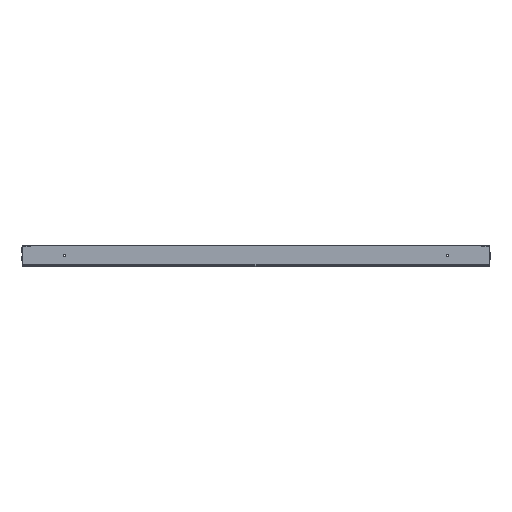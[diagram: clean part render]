
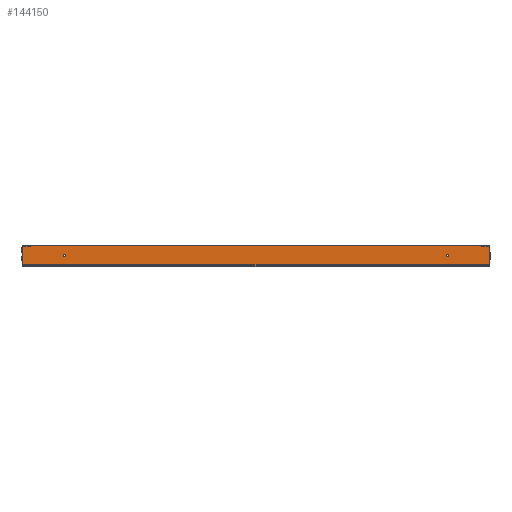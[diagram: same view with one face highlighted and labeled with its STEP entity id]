
A CAD part, front view. The second image highlights one B-rep face of the part: STEP entity #144150.
In plain terms, the highlighted planar face has unit normal (0, -1, 0).
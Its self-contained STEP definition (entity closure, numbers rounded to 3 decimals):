
#789 = AXIS2_PLACEMENT_3D ( 'NONE', #174045, #175393, #211950 ) ;
#2344 = CARTESIAN_POINT ( 'NONE',  ( 450., -900., 27. ) ) ;
#5063 = CIRCLE ( 'NONE', #789, 1. ) ;
#8106 = DIRECTION ( 'NONE',  ( 0., 1., 0. ) ) ;
#9285 = DIRECTION ( 'NONE',  ( 0., 1., 0. ) ) ;
#15008 = EDGE_CURVE ( 'NONE', #168397, #109456, #179872, .T. ) ;
#15307 = ORIENTED_EDGE ( 'NONE', *, *, #15008, .T. ) ;
#18025 = ORIENTED_EDGE ( 'NONE', *, *, #128431, .T. ) ;
#20618 = CARTESIAN_POINT ( 'NONE',  ( 547.929, -900., 47. ) ) ;
#21952 = LINE ( 'NONE', #43588, #109709 ) ;
#24642 = DIRECTION ( 'NONE',  ( 0., 0., 1. ) ) ;
#25733 = FACE_BOUND ( 'NONE', #79531, .T. ) ;
#28401 = VERTEX_POINT ( 'NONE', #2344 ) ;
#28675 = AXIS2_PLACEMENT_3D ( 'NONE', #51393, #240748, #216411 ) ;
#43588 = CARTESIAN_POINT ( 'NONE',  ( 547.929, -900., 0. ) ) ;
#47742 = EDGE_CURVE ( 'NONE', #223041, #168397, #166128, .T. ) ;
#49017 = AXIS2_PLACEMENT_3D ( 'NONE', #91107, #203243, #205927 ) ;
#51393 = CARTESIAN_POINT ( 'NONE',  ( -546.929, -900., 47. ) ) ;
#53417 = CIRCLE ( 'NONE', #49017, 3. ) ;
#55603 = VERTEX_POINT ( 'NONE', #259848 ) ;
#60601 = ORIENTED_EDGE ( 'NONE', *, *, #94971, .F. ) ;
#64174 = VECTOR ( 'NONE', #197473, 1000. ) ;
#65964 = DIRECTION ( 'NONE',  ( -1., 0., 0. ) ) ;
#73205 = CARTESIAN_POINT ( 'NONE',  ( 546.929, -900., 48. ) ) ;
#79107 = CARTESIAN_POINT ( 'NONE',  ( 547.929, -900., 2. ) ) ;
#79531 = EDGE_LOOP ( 'NONE', ( #227023, #138513 ) ) ;
#87750 = CARTESIAN_POINT ( 'NONE',  ( 450., -900., 24. ) ) ;
#88589 = CARTESIAN_POINT ( 'NONE',  ( -450., -900., 24. ) ) ;
#89026 = ORIENTED_EDGE ( 'NONE', *, *, #204361, .F. ) ;
#91107 = CARTESIAN_POINT ( 'NONE',  ( -450., -900., 24. ) ) ;
#94296 = ORIENTED_EDGE ( 'NONE', *, *, #47742, .T. ) ;
#94971 = EDGE_CURVE ( 'NONE', #248551, #214419, #179699, .T. ) ;
#95997 = AXIS2_PLACEMENT_3D ( 'NONE', #193445, #8106, #97222 ) ;
#97222 = DIRECTION ( 'NONE',  ( 0., 0., 1. ) ) ;
#105824 = CIRCLE ( 'NONE', #265534, 3. ) ;
#108089 = VECTOR ( 'NONE', #264890, 1000. ) ;
#109456 = VERTEX_POINT ( 'NONE', #250643 ) ;
#109709 = VECTOR ( 'NONE', #24642, 1000. ) ;
#110728 = DIRECTION ( 'NONE',  ( 0., 0., 1. ) ) ;
#125578 = AXIS2_PLACEMENT_3D ( 'NONE', #87750, #9285, #110728 ) ;
#125666 = CARTESIAN_POINT ( 'NONE',  ( -547.929, -900., 2. ) ) ;
#128045 = DIRECTION ( 'NONE',  ( 0., 1., 0. ) ) ;
#128431 = EDGE_CURVE ( 'NONE', #165741, #223041, #5063, .T. ) ;
#135224 = CARTESIAN_POINT ( 'NONE',  ( -547.929, -900., 0. ) ) ;
#138513 = ORIENTED_EDGE ( 'NONE', *, *, #242201, .T. ) ;
#144150 = ADVANCED_FACE ( 'NONE', ( #25733, #254368, #232702 ), #151480, .F. ) ;
#145829 = CARTESIAN_POINT ( 'NONE',  ( -450., -900., 27. ) ) ;
#151421 = EDGE_CURVE ( 'NONE', #248551, #165741, #21952, .T. ) ;
#151480 = PLANE ( 'NONE',  #95997 ) ;
#152167 = DIRECTION ( 'NONE',  ( 0., 0., 1. ) ) ;
#164594 = CIRCLE ( 'NONE', #125578, 3. ) ;
#165741 = VERTEX_POINT ( 'NONE', #20618 ) ;
#166128 = LINE ( 'NONE', #251341, #187269 ) ;
#168397 = VERTEX_POINT ( 'NONE', #226513 ) ;
#174045 = CARTESIAN_POINT ( 'NONE',  ( 546.929, -900., 47. ) ) ;
#174289 = EDGE_CURVE ( 'NONE', #55603, #28401, #182823, .T. ) ;
#175393 = DIRECTION ( 'NONE',  ( 0., -1., 0. ) ) ;
#175747 = EDGE_CURVE ( 'NONE', #241995, #193557, #53417, .T. ) ;
#179699 = LINE ( 'NONE', #266227, #108089 ) ;
#179872 = CIRCLE ( 'NONE', #28675, 1. ) ;
#182823 = CIRCLE ( 'NONE', #264912, 3. ) ;
#183633 = CARTESIAN_POINT ( 'NONE',  ( -450., -900., 21. ) ) ;
#187269 = VECTOR ( 'NONE', #65964, 1000. ) ;
#193445 = CARTESIAN_POINT ( 'NONE',  ( 0., -900., 0. ) ) ;
#193557 = VERTEX_POINT ( 'NONE', #183633 ) ;
#197473 = DIRECTION ( 'NONE',  ( 0., 0., 1. ) ) ;
#203243 = DIRECTION ( 'NONE',  ( 0., 1., 0. ) ) ;
#204361 = EDGE_CURVE ( 'NONE', #214419, #109456, #238059, .T. ) ;
#205927 = DIRECTION ( 'NONE',  ( 0., 0., 1. ) ) ;
#211707 = DIRECTION ( 'NONE',  ( 0., 1., 0. ) ) ;
#211950 = DIRECTION ( 'NONE',  ( 0., 0., 1. ) ) ;
#212947 = EDGE_LOOP ( 'NONE', ( #259428, #215298 ) ) ;
#214419 = VERTEX_POINT ( 'NONE', #125666 ) ;
#215298 = ORIENTED_EDGE ( 'NONE', *, *, #174289, .T. ) ;
#215411 = EDGE_CURVE ( 'NONE', #28401, #55603, #164594, .T. ) ;
#216411 = DIRECTION ( 'NONE',  ( 0., 0., 1. ) ) ;
#223041 = VERTEX_POINT ( 'NONE', #73205 ) ;
#226513 = CARTESIAN_POINT ( 'NONE',  ( -546.929, -900., 48. ) ) ;
#227023 = ORIENTED_EDGE ( 'NONE', *, *, #175747, .T. ) ;
#232702 = FACE_OUTER_BOUND ( 'NONE', #256311, .T. ) ;
#234858 = DIRECTION ( 'NONE',  ( 0., 0., 1. ) ) ;
#238059 = LINE ( 'NONE', #135224, #64174 ) ;
#240748 = DIRECTION ( 'NONE',  ( 0., -1., 0. ) ) ;
#241995 = VERTEX_POINT ( 'NONE', #145829 ) ;
#242201 = EDGE_CURVE ( 'NONE', #193557, #241995, #105824, .T. ) ;
#248551 = VERTEX_POINT ( 'NONE', #79107 ) ;
#250643 = CARTESIAN_POINT ( 'NONE',  ( -547.929, -900., 47. ) ) ;
#251341 = CARTESIAN_POINT ( 'NONE',  ( 0., -900., 48. ) ) ;
#252543 = CARTESIAN_POINT ( 'NONE',  ( 450., -900., 24. ) ) ;
#254368 = FACE_BOUND ( 'NONE', #212947, .T. ) ;
#256311 = EDGE_LOOP ( 'NONE', ( #94296, #15307, #89026, #60601, #260568, #18025 ) ) ;
#259428 = ORIENTED_EDGE ( 'NONE', *, *, #215411, .T. ) ;
#259848 = CARTESIAN_POINT ( 'NONE',  ( 450., -900., 21. ) ) ;
#260568 = ORIENTED_EDGE ( 'NONE', *, *, #151421, .T. ) ;
#264890 = DIRECTION ( 'NONE',  ( -1., 0., 0. ) ) ;
#264912 = AXIS2_PLACEMENT_3D ( 'NONE', #252543, #128045, #234858 ) ;
#265534 = AXIS2_PLACEMENT_3D ( 'NONE', #88589, #211707, #152167 ) ;
#266227 = CARTESIAN_POINT ( 'NONE',  ( -550., -900., 2. ) ) ;
